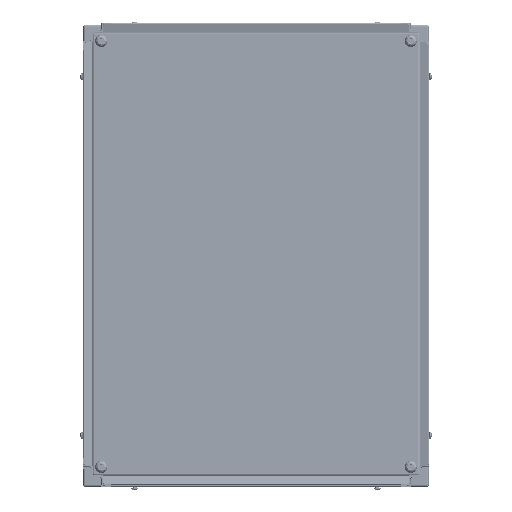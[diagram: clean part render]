
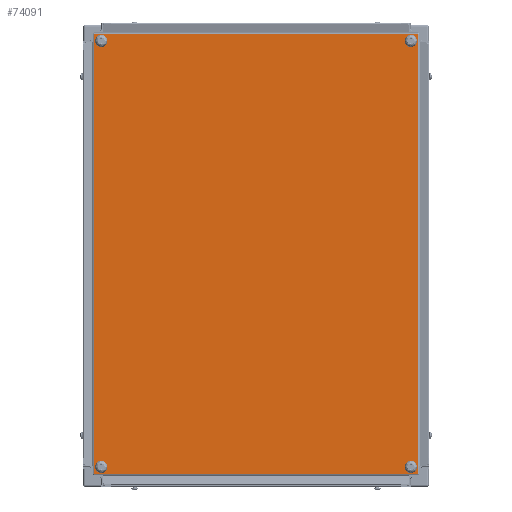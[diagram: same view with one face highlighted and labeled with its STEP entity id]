
A CAD part, top view. The second image highlights one B-rep face of the part: STEP entity #74091.
In plain terms, the highlighted face is planar.
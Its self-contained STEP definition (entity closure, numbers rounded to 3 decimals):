
#73245=CARTESIAN_POINT('Vertex',(-278.,-378.,0.)) ;
#73490=CARTESIAN_POINT('Line Origine',(-278.,0.,0.)) ;
#73494=CARTESIAN_POINT('Vertex',(-278.,378.,0.)) ;
#73518=CARTESIAN_POINT('Vertex',(278.,-378.,0.)) ;
#73521=CARTESIAN_POINT('Line Origine',(0.,-378.,0.)) ;
#73996=CARTESIAN_POINT('Axis2P3D Location',(0.,0.,0.)) ;
#74001=CARTESIAN_POINT('Line Origine',(278.,0.,0.)) ;
#74005=CARTESIAN_POINT('Vertex',(278.,378.,0.)) ;
#74008=CARTESIAN_POINT('Line Origine',(0.,378.,0.)) ;
#74019=CARTESIAN_POINT('Axis2P3D Location',(-266.,-366.,0.)) ;
#74023=CARTESIAN_POINT('Vertex',(-266.,-359.,0.)) ;
#74025=CARTESIAN_POINT('Vertex',(-266.,-373.,0.)) ;
#74028=CARTESIAN_POINT('Axis2P3D Location',(-266.,-366.,0.)) ;
#74037=CARTESIAN_POINT('Axis2P3D Location',(266.,-366.,0.)) ;
#74041=CARTESIAN_POINT('Vertex',(266.,-373.,0.)) ;
#74043=CARTESIAN_POINT('Vertex',(266.,-359.,0.)) ;
#74046=CARTESIAN_POINT('Axis2P3D Location',(266.,-366.,0.)) ;
#74055=CARTESIAN_POINT('Axis2P3D Location',(266.,366.,0.)) ;
#74059=CARTESIAN_POINT('Vertex',(266.,359.,0.)) ;
#74061=CARTESIAN_POINT('Vertex',(266.,373.,0.)) ;
#74064=CARTESIAN_POINT('Axis2P3D Location',(266.,366.,0.)) ;
#74073=CARTESIAN_POINT('Axis2P3D Location',(-266.,366.,0.)) ;
#74077=CARTESIAN_POINT('Vertex',(-266.,373.,0.)) ;
#74079=CARTESIAN_POINT('Vertex',(-266.,359.,0.)) ;
#74082=CARTESIAN_POINT('Axis2P3D Location',(-266.,366.,0.)) ;
#73491=DIRECTION('Vector Direction',(0.,-1.,0.)) ;
#73522=DIRECTION('Vector Direction',(1.,0.,0.)) ;
#73997=DIRECTION('Axis2P3D Direction',(0.,0.,-1.)) ;
#73998=DIRECTION('Axis2P3D XDirection',(1.,0.,0.)) ;
#74002=DIRECTION('Vector Direction',(0.,1.,0.)) ;
#74009=DIRECTION('Vector Direction',(-1.,0.,0.)) ;
#74020=DIRECTION('Axis2P3D Direction',(0.,0.,-1.)) ;
#74029=DIRECTION('Axis2P3D Direction',(0.,0.,-1.)) ;
#74038=DIRECTION('Axis2P3D Direction',(0.,0.,-1.)) ;
#74047=DIRECTION('Axis2P3D Direction',(0.,0.,-1.)) ;
#74056=DIRECTION('Axis2P3D Direction',(0.,0.,-1.)) ;
#74065=DIRECTION('Axis2P3D Direction',(0.,0.,-1.)) ;
#74074=DIRECTION('Axis2P3D Direction',(0.,0.,-1.)) ;
#74083=DIRECTION('Axis2P3D Direction',(0.,0.,-1.)) ;
#73999=AXIS2_PLACEMENT_3D('Plane Axis2P3D',#73996,#73997,#73998) ;
#74021=AXIS2_PLACEMENT_3D('Circle Axis2P3D',#74019,#74020,$) ;
#74030=AXIS2_PLACEMENT_3D('Circle Axis2P3D',#74028,#74029,$) ;
#74039=AXIS2_PLACEMENT_3D('Circle Axis2P3D',#74037,#74038,$) ;
#74048=AXIS2_PLACEMENT_3D('Circle Axis2P3D',#74046,#74047,$) ;
#74057=AXIS2_PLACEMENT_3D('Circle Axis2P3D',#74055,#74056,$) ;
#74066=AXIS2_PLACEMENT_3D('Circle Axis2P3D',#74064,#74065,$) ;
#74075=AXIS2_PLACEMENT_3D('Circle Axis2P3D',#74073,#74074,$) ;
#74084=AXIS2_PLACEMENT_3D('Circle Axis2P3D',#74082,#74083,$) ;
#74014=ORIENTED_EDGE('',*,*,#74007,.T.) ;
#74015=ORIENTED_EDGE('',*,*,#73525,.T.) ;
#74016=ORIENTED_EDGE('',*,*,#73496,.T.) ;
#74017=ORIENTED_EDGE('',*,*,#74012,.T.) ;
#74034=ORIENTED_EDGE('',*,*,#74027,.F.) ;
#74035=ORIENTED_EDGE('',*,*,#74032,.F.) ;
#74052=ORIENTED_EDGE('',*,*,#74045,.F.) ;
#74053=ORIENTED_EDGE('',*,*,#74050,.F.) ;
#74070=ORIENTED_EDGE('',*,*,#74063,.F.) ;
#74071=ORIENTED_EDGE('',*,*,#74068,.F.) ;
#74088=ORIENTED_EDGE('',*,*,#74081,.F.) ;
#74089=ORIENTED_EDGE('',*,*,#74086,.F.) ;
#74036=FACE_BOUND('',#74033,.T.) ;
#74054=FACE_BOUND('',#74051,.T.) ;
#74072=FACE_BOUND('',#74069,.T.) ;
#74090=FACE_BOUND('',#74087,.T.) ;
#73492=VECTOR('Line Direction',#73491,1.) ;
#73523=VECTOR('Line Direction',#73522,1.) ;
#74003=VECTOR('Line Direction',#74002,1.) ;
#74010=VECTOR('Line Direction',#74009,1.) ;
#74091=ADVANCED_FACE('Tetto_estetico',(#74018,#74036,#74054,#74072,#74090),#74000,.T.) ;
#74022=CIRCLE('generated circle',#74021,7.) ;
#74031=CIRCLE('generated circle',#74030,7.) ;
#74040=CIRCLE('generated circle',#74039,7.) ;
#74049=CIRCLE('generated circle',#74048,7.) ;
#74058=CIRCLE('generated circle',#74057,7.) ;
#74067=CIRCLE('generated circle',#74066,7.) ;
#74076=CIRCLE('generated circle',#74075,7.) ;
#74085=CIRCLE('generated circle',#74084,7.) ;
#73496=EDGE_CURVE('',#73246,#73495,#73493,.F.) ;
#73525=EDGE_CURVE('',#73519,#73246,#73524,.F.) ;
#74007=EDGE_CURVE('',#74006,#73519,#74004,.F.) ;
#74012=EDGE_CURVE('',#73495,#74006,#74011,.F.) ;
#74027=EDGE_CURVE('',#74024,#74026,#74022,.T.) ;
#74032=EDGE_CURVE('',#74026,#74024,#74031,.T.) ;
#74045=EDGE_CURVE('',#74042,#74044,#74040,.T.) ;
#74050=EDGE_CURVE('',#74044,#74042,#74049,.T.) ;
#74063=EDGE_CURVE('',#74060,#74062,#74058,.T.) ;
#74068=EDGE_CURVE('',#74062,#74060,#74067,.T.) ;
#74081=EDGE_CURVE('',#74078,#74080,#74076,.T.) ;
#74086=EDGE_CURVE('',#74080,#74078,#74085,.T.) ;
#74013=EDGE_LOOP('',(#74014,#74015,#74016,#74017)) ;
#74033=EDGE_LOOP('',(#74034,#74035)) ;
#74051=EDGE_LOOP('',(#74052,#74053)) ;
#74069=EDGE_LOOP('',(#74070,#74071)) ;
#74087=EDGE_LOOP('',(#74088,#74089)) ;
#74018=FACE_OUTER_BOUND('',#74013,.T.) ;
#73493=LINE('Line',#73490,#73492) ;
#73524=LINE('Line',#73521,#73523) ;
#74004=LINE('Line',#74001,#74003) ;
#74011=LINE('Line',#74008,#74010) ;
#74000=PLANE('',#73999) ;
#73246=VERTEX_POINT('',#73245) ;
#73495=VERTEX_POINT('',#73494) ;
#73519=VERTEX_POINT('',#73518) ;
#74006=VERTEX_POINT('',#74005) ;
#74024=VERTEX_POINT('',#74023) ;
#74026=VERTEX_POINT('',#74025) ;
#74042=VERTEX_POINT('',#74041) ;
#74044=VERTEX_POINT('',#74043) ;
#74060=VERTEX_POINT('',#74059) ;
#74062=VERTEX_POINT('',#74061) ;
#74078=VERTEX_POINT('',#74077) ;
#74080=VERTEX_POINT('',#74079) ;
